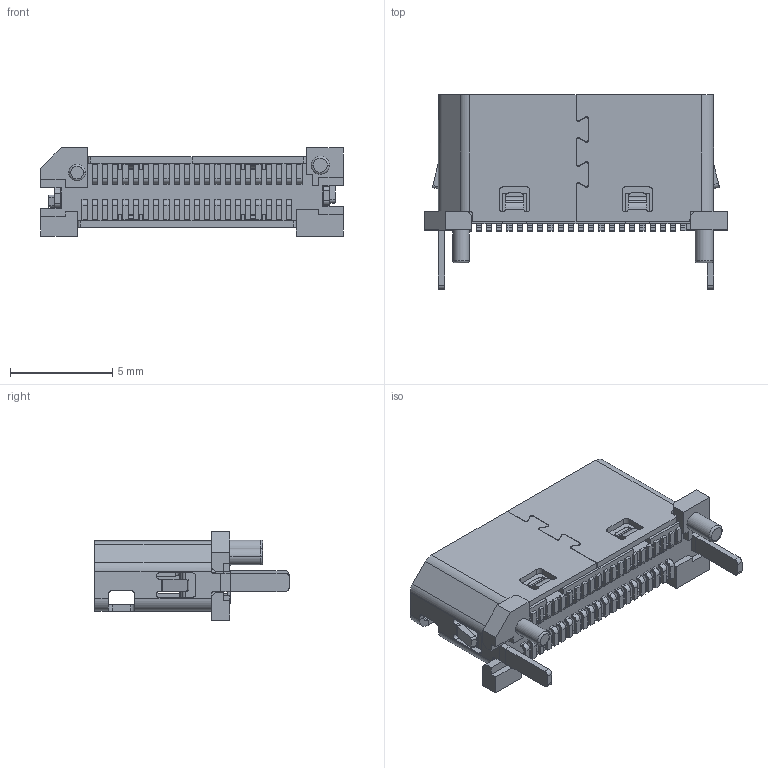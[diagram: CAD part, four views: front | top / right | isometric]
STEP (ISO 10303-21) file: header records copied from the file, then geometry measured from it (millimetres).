
FILE_DESCRIPTION((''),'2;1');
FILE_NAME('G14A422X16XXHR','2019-09-19T',('KumarP'),('AFCI'),'CREO PARAMETRIC BY PTC INC, 2016130','CREO PARAMETRIC BY PTC INC, 2016130','');
FILE_SCHEMA(('CONFIG_CONTROL_DESIGN'));
Length unit declared in the file: millimetre
Products named in the file (1): G14A422X16XXHR
Bounding box: 14.8 x 9.51 x 4.32 mm (x, y, z)
Volume: 177.8 mm3; surface area: 715.8 mm2
Topology: 1 solids, 1 shells, 1705 faces, 4430 edges, 2774 vertices
Faces by surface type: plane 1405, cylinder 275, bspline 10, sphere 6, cone 5, torus 4
Entity records: 51376 total; most frequent: CARTESIAN_POINT 9380, ORIENTED_EDGE 8860, DIRECTION 8421, EDGE_CURVE 4430, VECTOR 3753, LINE 3753, VERTEX_POINT 2774, AXIS2_PLACEMENT_3D 2334
